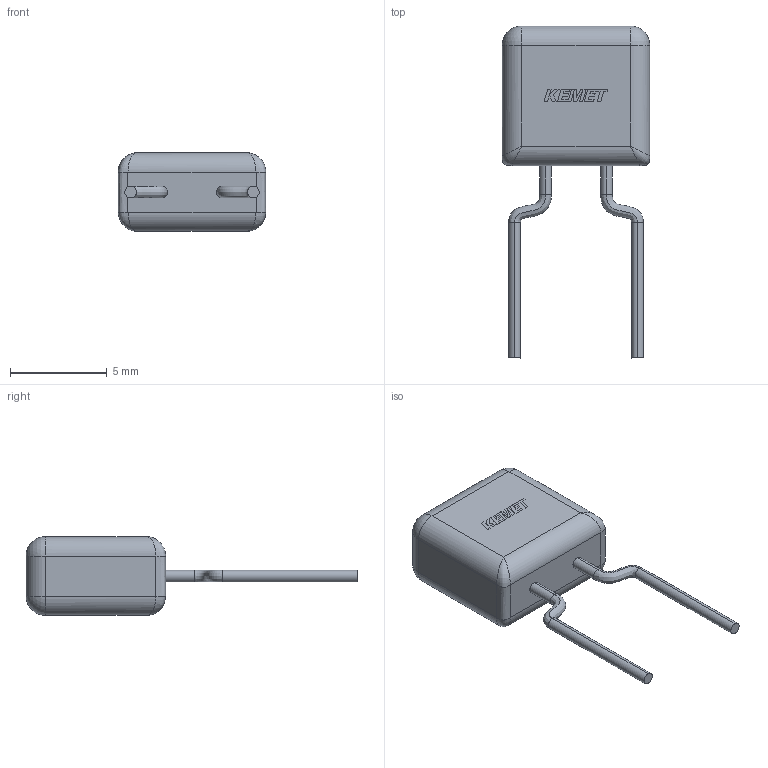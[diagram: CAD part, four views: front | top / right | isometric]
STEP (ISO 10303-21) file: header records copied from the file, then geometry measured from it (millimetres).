
FILE_DESCRIPTION (( 'STEP AP214' ), '1' );
FILE_NAME ('CCR_SB_7.62X10.16_L7.62H10.16T4.07S6.35LL7F0.61.STEP', '2025-08-26T21:15:15', ( '' ), ( '' ), 'SwSTEP 2.0', 'SolidWorks 2021', '' );
FILE_SCHEMA (( 'AUTOMOTIVE_DESIGN' ));
Length unit declared in the file: millimetre
Products named in the file (1): CCR_SB_7.62X10.16_L7.62H10.16T4.07S6.35LL7F0.61
Bounding box: 7.62 x 17.16 x 4.08 mm (x, y, z)
Volume: 216.6 mm3; surface area: 244 mm2
Topology: 4 solids, 4 shells, 97 faces, 237 edges, 142 vertices
Faces by surface type: plane 65, bspline 14, cylinder 14, sphere 4
Entity records: 6325 total; most frequent: CARTESIAN_POINT 3201, ORIENTED_EDGE 458, DIRECTION 405, EDGE_CURVE 229, VECTOR 181, LINE 181, VERTEX_POINT 142, AXIS2_PLACEMENT_3D 112
